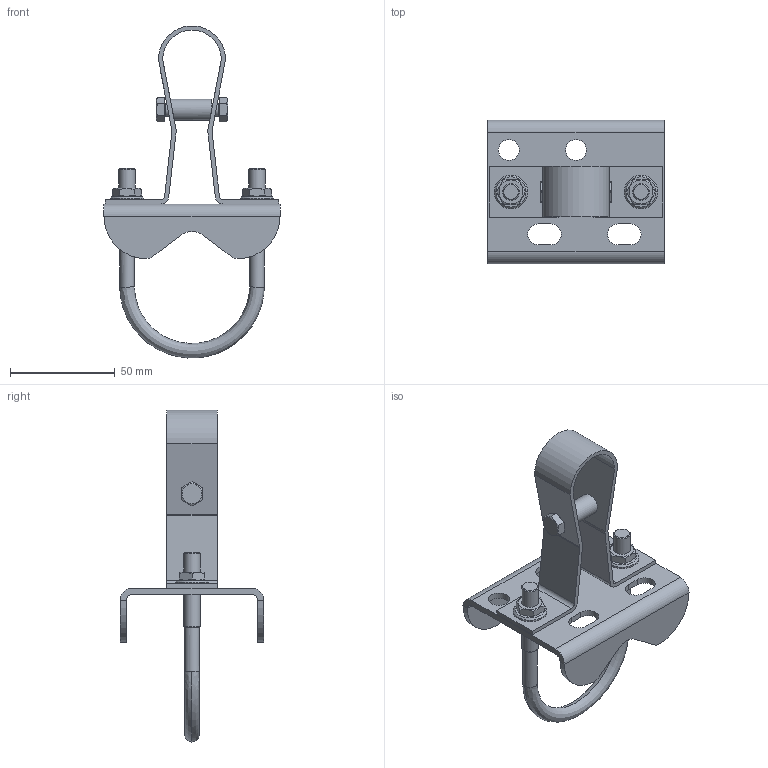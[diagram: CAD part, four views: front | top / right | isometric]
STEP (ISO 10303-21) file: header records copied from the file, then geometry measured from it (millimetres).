
FILE_DESCRIPTION(('STEP AP214'), '1');
FILE_NAME('ﾊ煇鳫 ﾑﾊ(ﾄﾈ)', '2023-08-03T11:51:45', ('admin'), (''), 'ASCON STEP Converter 1.6', 'ASCON Math Kernel', '');
FILE_SCHEMA(('AUTOMOTIVE_DESIGN { 1 0 10303 214 3 1 1}'));
Length unit declared in the file: millimetre
Bounding box: 84 x 68.5 x 158.38 mm (x, y, z)
Volume: 46654.3 mm3; surface area: 34125.7 mm2
Topology: 1 solids, 1 shells, 146 faces, 362 edges, 231 vertices
Faces by surface type: plane 78, cylinder 50, cone 14, torus 2, bspline 2
Full cylindrical faces by diameter (mm): 6 x2, 7 x4, 8 x4, 8.4 x2, 10 x5, 10.5 x2, 16 x2
Entity records: 7343 total; most frequent: CARTESIAN_POINT 2783, DIRECTION 687, ORIENTED_EDGE 650, EDGE_CURVE 325, AXIS2_PLACEMENT_3D 266, VERTEX_POINT 231, EDGE_LOOP 212, FACE_BOUND 161
